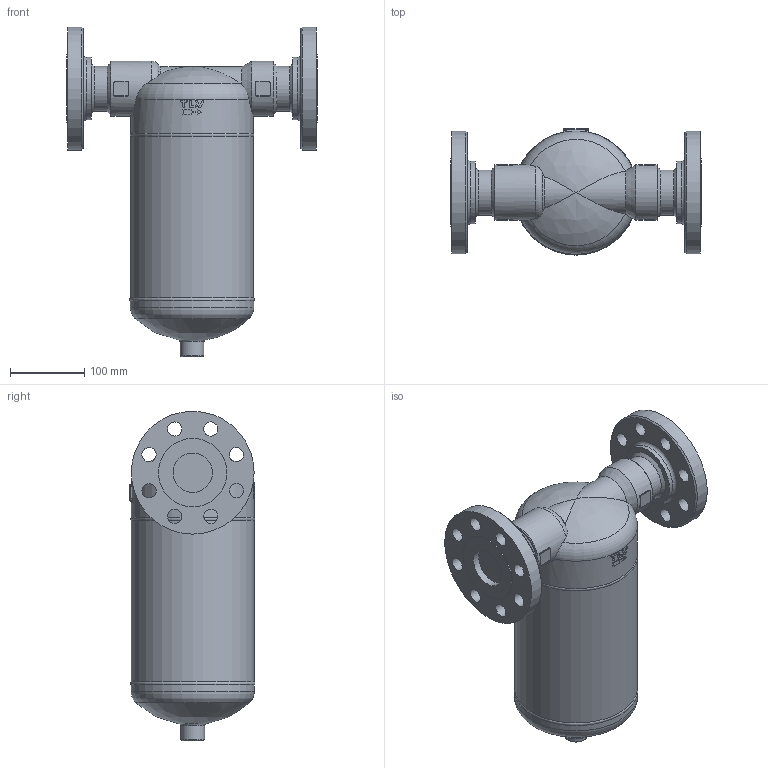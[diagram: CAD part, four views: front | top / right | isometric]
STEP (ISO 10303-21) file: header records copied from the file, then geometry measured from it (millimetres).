
FILE_DESCRIPTION((''),'2;1');
FILE_NAME('dc700-050-a0300-00.stp','2009-11-24T16:38:02',('nakaot'),(''),'Autodesk Inventor 2008','Autodesk Inventor 2008','');
FILE_SCHEMA(('AUTOMOTIVE_DESIGN { 1 0 10303 214 1 1 1 1 }'));
Length unit declared in the file: millimetre
Products named in the file (1): dc700-050-a0300-00
Bounding box: 337 x 169.04 x 442.5 mm (x, y, z)
Volume: 8608346.6 mm3; surface area: 351448 mm2
Topology: 1 solids, 1 shells, 244 faces, 608 edges, 368 vertices
Faces by surface type: cylinder 86, bspline 72, plane 54, torus 24, cone 8
Full cylindrical faces by diameter (mm): 19 x8, 32 x1, 52.7 x1, 60.5 x1, 74 x2, 84 x1, 91.9 x1, 165 x2, 165.2 x1, 165.8 x1
Entity records: 9795 total; most frequent: CARTESIAN_POINT 4534, DIRECTION 1052, ORIENTED_EDGE 1040, EDGE_CURVE 520, AXIS2_PLACEMENT_3D 447, VERTEX_POINT 346, EDGE_LOOP 344, CIRCLE 254
